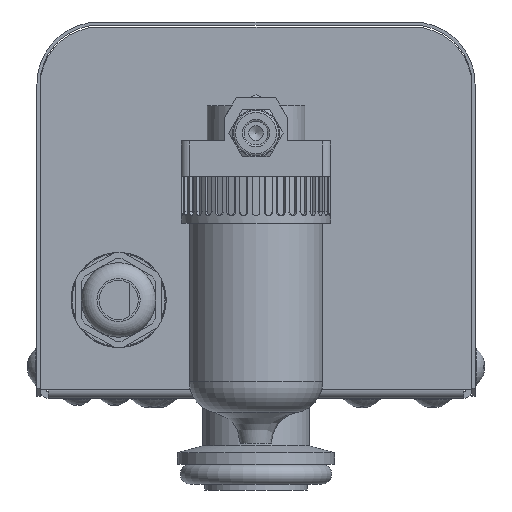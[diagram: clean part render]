
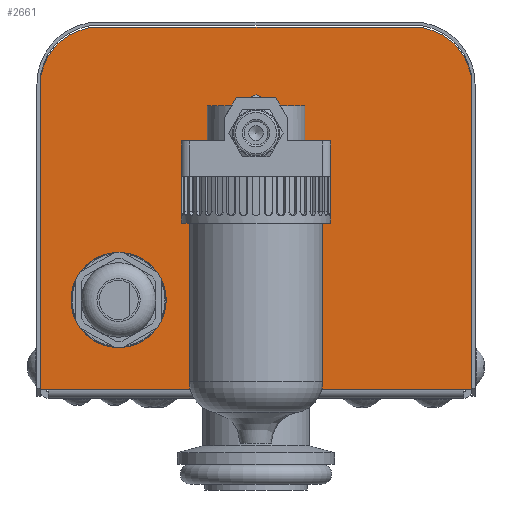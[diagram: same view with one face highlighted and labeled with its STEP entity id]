
A CAD part, front view. The second image highlights one B-rep face of the part: STEP entity #2661.
In plain terms, the highlighted planar face has unit normal (0, -1, 0).
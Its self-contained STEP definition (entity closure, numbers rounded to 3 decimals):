
#1323=CARTESIAN_POINT('',(40.,-36.,111.4));
#1324=VERTEX_POINT('',#1323);
#1325=CARTESIAN_POINT('',(55.,-36.,96.4));
#1326=VERTEX_POINT('',#1325);
#1327=CARTESIAN_POINT('',(40.,-36.,96.4));
#1328=DIRECTION('',(0.0,1.,0.0));
#1329=DIRECTION('',(0.707,0.0,0.707));
#1330=AXIS2_PLACEMENT_3D('',#1327,#1328,#1329);
#1331=CIRCLE('',#1330,15.0);
#1332=EDGE_CURVE('',#1324,#1326,#1331,.T.);
#1374=CARTESIAN_POINT('',(-40.,-36.,111.4));
#1375=VERTEX_POINT('',#1374);
#1382=CARTESIAN_POINT('',(-40.,-36.,111.4));
#1383=DIRECTION('',(1.0,0.0,0.0));
#1384=VECTOR('',#1383,80.);
#1385=LINE('',#1382,#1384);
#1386=EDGE_CURVE('',#1375,#1324,#1385,.T.);
#1475=CARTESIAN_POINT('',(-55.,-36.,96.4));
#1476=VERTEX_POINT('',#1475);
#1477=CARTESIAN_POINT('',(-40.,-36.,96.4));
#1478=DIRECTION('',(0.0,1.,0.0));
#1479=DIRECTION('',(-0.707,0.0,0.707));
#1480=AXIS2_PLACEMENT_3D('',#1477,#1478,#1479);
#1481=CIRCLE('',#1480,15.0);
#1482=EDGE_CURVE('',#1476,#1375,#1481,.T.);
#1502=CARTESIAN_POINT('',(-55.,-36.,19.));
#1503=VERTEX_POINT('',#1502);
#1510=CARTESIAN_POINT('',(-55.,-36.,19.));
#1511=DIRECTION('',(0.0,0.0,1.0));
#1512=VECTOR('',#1511,77.4);
#1513=LINE('',#1510,#1512);
#1514=EDGE_CURVE('',#1503,#1476,#1513,.T.);
#1524=CARTESIAN_POINT('',(0.0,-36.,91.55));
#1525=VERTEX_POINT('',#1524);
#1526=CARTESIAN_POINT('',(0.0,-36.,84.4));
#1527=DIRECTION('',(0.0,1.0,0.0));
#1528=DIRECTION('',(0.0,0.0,1.0));
#1529=AXIS2_PLACEMENT_3D('',#1526,#1527,#1528);
#1530=CIRCLE('',#1529,7.15);
#1531=EDGE_CURVE('',#1525,#1525,#1530,.T.);
#1916=CARTESIAN_POINT('',(-35.0,-36.,50.));
#1917=VERTEX_POINT('',#1916);
#1918=CARTESIAN_POINT('',(-35.0,-36.,41.9));
#1919=DIRECTION('',(0.0,1.0,0.0));
#1920=DIRECTION('',(0.0,0.0,1.0));
#1921=AXIS2_PLACEMENT_3D('',#1918,#1919,#1920);
#1922=CIRCLE('',#1921,8.1);
#1923=EDGE_CURVE('',#1917,#1917,#1922,.T.);
#2360=CARTESIAN_POINT('',(-52.9,-36.0,19.));
#2361=VERTEX_POINT('',#2360);
#2368=CARTESIAN_POINT('',(-55.,-36.0,19.));
#2369=DIRECTION('',(1.0,0.0,0.0));
#2370=VECTOR('',#2369,2.1);
#2371=LINE('',#2368,#2370);
#2372=EDGE_CURVE('',#1503,#2361,#2371,.T.);
#2413=CARTESIAN_POINT('',(52.9,-36.0,19.));
#2414=VERTEX_POINT('',#2413);
#2422=CARTESIAN_POINT('',(-52.9,-36.0,19.));
#2423=DIRECTION('',(1.0,0.0,0.0));
#2424=VECTOR('',#2423,105.8);
#2425=LINE('',#2422,#2424);
#2426=EDGE_CURVE('',#2361,#2414,#2425,.T.);
#2564=CARTESIAN_POINT('',(55.,-36.0,19.));
#2565=VERTEX_POINT('',#2564);
#2572=CARTESIAN_POINT('',(52.9,-36.0,19.));
#2573=DIRECTION('',(1.0,0.0,0.0));
#2574=VECTOR('',#2573,2.1);
#2575=LINE('',#2572,#2574);
#2576=EDGE_CURVE('',#2414,#2565,#2575,.T.);
#2629=CARTESIAN_POINT('',(55.,-36.,96.4));
#2630=DIRECTION('',(0.0,0.0,-1.0));
#2631=VECTOR('',#2630,77.4);
#2632=LINE('',#2629,#2631);
#2633=EDGE_CURVE('',#1326,#2565,#2632,.T.);
#2640=CARTESIAN_POINT('',(0.0,-36.,64.254));
#2641=DIRECTION('',(0.0,1.0,0.0));
#2642=DIRECTION('',(0.0,0.0,-1.0));
#2643=AXIS2_PLACEMENT_3D('',#2640,#2641,#2642);
#2644=PLANE('',#2643);
#2645=ORIENTED_EDGE('',*,*,#1332,.F.);
#2646=ORIENTED_EDGE('',*,*,#1386,.F.);
#2647=ORIENTED_EDGE('',*,*,#1482,.F.);
#2648=ORIENTED_EDGE('',*,*,#1514,.F.);
#2649=ORIENTED_EDGE('',*,*,#2372,.T.);
#2650=ORIENTED_EDGE('',*,*,#2426,.T.);
#2651=ORIENTED_EDGE('',*,*,#2576,.T.);
#2652=ORIENTED_EDGE('',*,*,#2633,.F.);
#2653=EDGE_LOOP('',(#2645,#2646,#2647,#2648,#2649,#2650,#2651,#2652));
#2654=FACE_OUTER_BOUND('',#2653,.T.);
#2655=ORIENTED_EDGE('',*,*,#1531,.T.);
#2656=EDGE_LOOP('',(#2655));
#2657=FACE_BOUND('',#2656,.T.);
#2658=ORIENTED_EDGE('',*,*,#1923,.T.);
#2659=EDGE_LOOP('',(#2658));
#2660=FACE_BOUND('',#2659,.T.);
#2661=ADVANCED_FACE('',(#2654,#2657,#2660),#2644,.F.);
